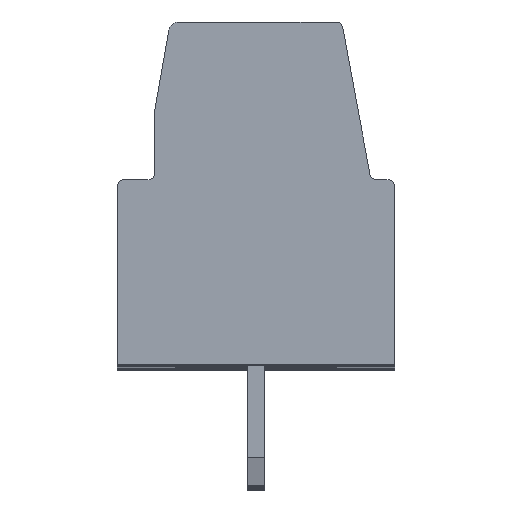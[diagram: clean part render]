
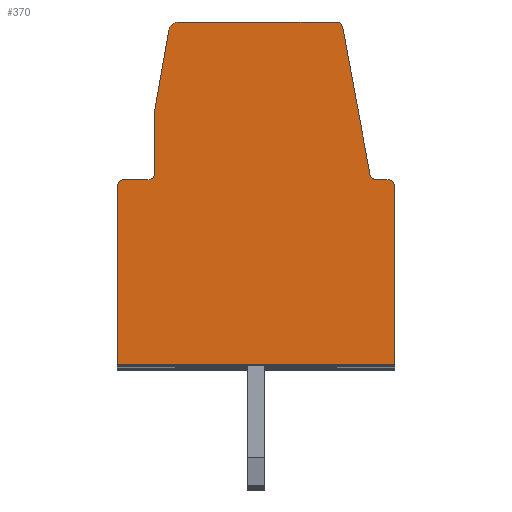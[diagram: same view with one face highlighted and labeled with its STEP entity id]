
A CAD part, top view. The second image highlights one B-rep face of the part: STEP entity #370.
In plain terms, the highlighted planar face has unit normal (0, 0, 1).
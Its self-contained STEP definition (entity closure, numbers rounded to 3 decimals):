
#370 = ADVANCED_FACE( '', ( #821 ), #822, .F. );
#821 = FACE_OUTER_BOUND( '', #1395, .T. );
#822 = PLANE( '', #1396 );
#1395 = EDGE_LOOP( '', ( #2073, #2074, #2075, #2076, #2077, #2078, #2079, #2080, #2081, #2082, #2083, #2084, #2085, #2086, #2087 ) );
#1396 = AXIS2_PLACEMENT_3D( '', #2088, #2089, #2090 );
#2073 = ORIENTED_EDGE( '', *, *, #3777, .T. );
#2074 = ORIENTED_EDGE( '', *, *, #3778, .T. );
#2075 = ORIENTED_EDGE( '', *, *, #3779, .F. );
#2076 = ORIENTED_EDGE( '', *, *, #3780, .T. );
#2077 = ORIENTED_EDGE( '', *, *, #3781, .T. );
#2078 = ORIENTED_EDGE( '', *, *, #3719, .T. );
#2079 = ORIENTED_EDGE( '', *, *, #3782, .T. );
#2080 = ORIENTED_EDGE( '', *, *, #3783, .T. );
#2081 = ORIENTED_EDGE( '', *, *, #3784, .F. );
#2082 = ORIENTED_EDGE( '', *, *, #3785, .T. );
#2083 = ORIENTED_EDGE( '', *, *, #3786, .F. );
#2084 = ORIENTED_EDGE( '', *, *, #3787, .T. );
#2085 = ORIENTED_EDGE( '', *, *, #3788, .T. );
#2086 = ORIENTED_EDGE( '', *, *, #3789, .T. );
#2087 = ORIENTED_EDGE( '', *, *, #3711, .F. );
#2088 = CARTESIAN_POINT( '', ( 0.81, -4.4, 0. ) );
#2089 = DIRECTION( '', ( 0., 0., -1. ) );
#2090 = DIRECTION( '', ( 0., 1., 0. ) );
#3711 = EDGE_CURVE( '', #4446, #4448, #4449, .T. );
#3719 = EDGE_CURVE( '', #4461, #4462, #4463, .T. );
#3777 = EDGE_CURVE( '', #4446, #4565, #4566, .T. );
#3778 = EDGE_CURVE( '', #4565, #4567, #4568, .T. );
#3779 = EDGE_CURVE( '', #4569, #4567, #4570, .T. );
#3780 = EDGE_CURVE( '', #4569, #4571, #4572, .T. );
#3781 = EDGE_CURVE( '', #4571, #4461, #4573, .T. );
#3782 = EDGE_CURVE( '', #4462, #4574, #4575, .T. );
#3783 = EDGE_CURVE( '', #4574, #4576, #4577, .T. );
#3784 = EDGE_CURVE( '', #4578, #4576, #4579, .T. );
#3785 = EDGE_CURVE( '', #4578, #4580, #4581, .T. );
#3786 = EDGE_CURVE( '', #4582, #4580, #4583, .T. );
#3787 = EDGE_CURVE( '', #4582, #4584, #4585, .T. );
#3788 = EDGE_CURVE( '', #4584, #4586, #4587, .T. );
#3789 = EDGE_CURVE( '', #4586, #4448, #4588, .T. );
#4446 = VERTEX_POINT( '', #5522 );
#4448 = VERTEX_POINT( '', #5525 );
#4449 = CIRCLE( '', #5526, 0.3 );
#4461 = VERTEX_POINT( '', #5541 );
#4462 = VERTEX_POINT( '', #5542 );
#4463 = LINE( '', #5543, #5544 );
#4565 = VERTEX_POINT( '', #5690 );
#4566 = LINE( '', #5691, #5692 );
#4567 = VERTEX_POINT( '', #5693 );
#4568 = LINE( '', #5694, #5695 );
#4569 = VERTEX_POINT( '', #5696 );
#4570 = CIRCLE( '', #5697, 0.2 );
#4571 = VERTEX_POINT( '', #5698 );
#4572 = LINE( '', #5699, #5700 );
#4573 = CIRCLE( '', #5701, 0.2 );
#4574 = VERTEX_POINT( '', #5702 );
#4575 = LINE( '', #5703, #5704 );
#4576 = VERTEX_POINT( '', #5705 );
#4577 = LINE( '', #5706, #5707 );
#4578 = VERTEX_POINT( '', #5708 );
#4579 = CIRCLE( '', #5709, 0.2 );
#4580 = VERTEX_POINT( '', #5710 );
#4581 = LINE( '', #5711, #5712 );
#4582 = VERTEX_POINT( '', #5713 );
#4583 = CIRCLE( '', #5714, 0.2 );
#4584 = VERTEX_POINT( '', #5715 );
#4585 = LINE( '', #5716, #5717 );
#4586 = VERTEX_POINT( '', #5718 );
#4587 = CIRCLE( '', #5719, 0.2 );
#4588 = LINE( '', #5720, #5721 );
#5522 = CARTESIAN_POINT( '', ( -6.594, 9.752, 0. ) );
#5525 = CARTESIAN_POINT( '', ( -6.298, 10., 0. ) );
#5526 = AXIS2_PLACEMENT_3D( '', #6928, #6929, #6930 );
#5541 = CARTESIAN_POINT( '', ( -8.1, 5.2, 0. ) );
#5542 = CARTESIAN_POINT( '', ( -8.1, 0., 0. ) );
#5543 = CARTESIAN_POINT( '', ( -8.1, -18.438, 0. ) );
#5544 = VECTOR( '', #6940, 1000. );
#5690 = CARTESIAN_POINT( '', ( -7., 7.448, 0. ) );
#5691 = CARTESIAN_POINT( '', ( -11.564, -18.438, 0. ) );
#5692 = VECTOR( '', #6997, 1000. );
#5693 = CARTESIAN_POINT( '', ( -7., 5.6, 0. ) );
#5694 = CARTESIAN_POINT( '', ( -7., -18.438, 0. ) );
#5695 = VECTOR( '', #6998, 1000. );
#5696 = CARTESIAN_POINT( '', ( -7.2, 5.4, 0. ) );
#5697 = AXIS2_PLACEMENT_3D( '', #6999, #7000, #7001 );
#5698 = CARTESIAN_POINT( '', ( -7.9, 5.4, 0. ) );
#5699 = CARTESIAN_POINT( '', ( -16.414, 5.4, 0. ) );
#5700 = VECTOR( '', #7002, 1000. );
#5701 = AXIS2_PLACEMENT_3D( '', #7003, #7004, #7005 );
#5702 = CARTESIAN_POINT( '', ( 0., 0., 0. ) );
#5703 = CARTESIAN_POINT( '', ( -16.414, 0., 0. ) );
#5704 = VECTOR( '', #7006, 1000. );
#5705 = CARTESIAN_POINT( '', ( 0., 5.2, 0. ) );
#5706 = CARTESIAN_POINT( '', ( 0., -18.438, 0. ) );
#5707 = VECTOR( '', #7007, 1000. );
#5708 = CARTESIAN_POINT( '', ( -0.2, 5.4, 0. ) );
#5709 = AXIS2_PLACEMENT_3D( '', #7008, #7009, #7010 );
#5710 = CARTESIAN_POINT( '', ( -0.531, 5.4, 0. ) );
#5711 = CARTESIAN_POINT( '', ( -16.414, 5.4, 0. ) );
#5712 = VECTOR( '', #7011, 1000. );
#5713 = CARTESIAN_POINT( '', ( -0.728, 5.564, 0. ) );
#5714 = AXIS2_PLACEMENT_3D( '', #7012, #7013, #7014 );
#5715 = CARTESIAN_POINT( '', ( -1.52, 9.836, 0. ) );
#5716 = CARTESIAN_POINT( '', ( 3.721, -18.438, 0. ) );
#5717 = VECTOR( '', #7015, 1000. );
#5718 = CARTESIAN_POINT( '', ( -1.716, 10., 0. ) );
#5719 = AXIS2_PLACEMENT_3D( '', #7016, #7017, #7018 );
#5720 = CARTESIAN_POINT( '', ( -16.414, 10., 0. ) );
#5721 = VECTOR( '', #7019, 1000. );
#6928 = CARTESIAN_POINT( '', ( -6.298, 9.7, 0. ) );
#6929 = DIRECTION( '', ( 0., 0., -1. ) );
#6930 = DIRECTION( '', ( -1., 0., 0. ) );
#6940 = DIRECTION( '', ( 0., -1., 0. ) );
#6997 = DIRECTION( '', ( -0.174, -0.985, 0. ) );
#6998 = DIRECTION( '', ( 0., -1., 0. ) );
#6999 = CARTESIAN_POINT( '', ( -7.2, 5.6, 0. ) );
#7000 = DIRECTION( '', ( 0., 0., 1. ) );
#7001 = DIRECTION( '', ( 1., 0., 0. ) );
#7002 = DIRECTION( '', ( -1., 0., 0. ) );
#7003 = CARTESIAN_POINT( '', ( -7.9, 5.2, 0. ) );
#7004 = DIRECTION( '', ( 0., 0., 1. ) );
#7005 = DIRECTION( '', ( 1., 0., 0. ) );
#7006 = DIRECTION( '', ( 1., 0., 0. ) );
#7007 = DIRECTION( '', ( 0., 1., 0. ) );
#7008 = CARTESIAN_POINT( '', ( -0.2, 5.2, 0. ) );
#7009 = DIRECTION( '', ( 0., 0., -1. ) );
#7010 = DIRECTION( '', ( -1., 0., 0. ) );
#7011 = DIRECTION( '', ( -1., 0., 0. ) );
#7012 = CARTESIAN_POINT( '', ( -0.531, 5.6, 0. ) );
#7013 = DIRECTION( '', ( 0., 0., 1. ) );
#7014 = DIRECTION( '', ( 1., 0., 0. ) );
#7015 = DIRECTION( '', ( -0.182, 0.983, 0. ) );
#7016 = CARTESIAN_POINT( '', ( -1.716, 9.8, 0. ) );
#7017 = DIRECTION( '', ( 0., 0., 1. ) );
#7018 = DIRECTION( '', ( 1., 0., 0. ) );
#7019 = DIRECTION( '', ( -1., 0., 0. ) );
